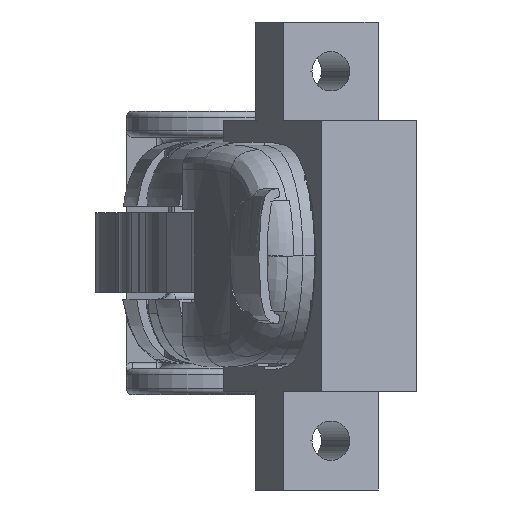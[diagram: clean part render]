
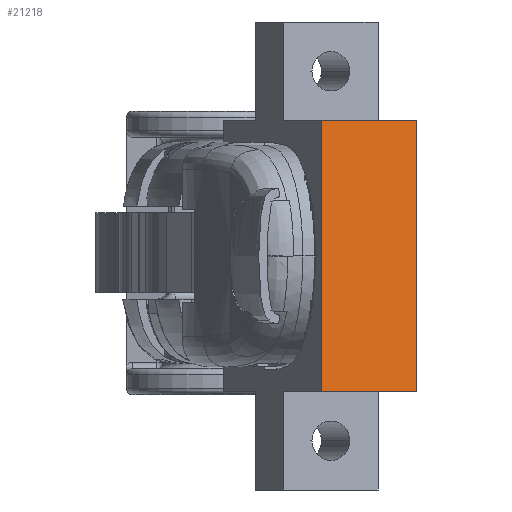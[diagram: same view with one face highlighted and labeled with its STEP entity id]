
A CAD part, left-side view. The second image highlights one B-rep face of the part: STEP entity #21218.
In plain terms, the highlighted face is planar.
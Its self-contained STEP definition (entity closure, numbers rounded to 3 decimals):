
#19809=DIRECTION('',(0.,0.,-1.));
#19810=VECTOR('',#19809,8.);
#19811=CARTESIAN_POINT('',(-11.,-20.8,8.));
#19812=LINE('',#19811,#19810);
#19851=DIRECTION('',(1.,0.,0.));
#19852=VECTOR('',#19851,22.);
#19853=CARTESIAN_POINT('',(-11.,-20.8,0.));
#19854=LINE('',#19853,#19852);
#19920=DIRECTION('',(0.,0.,-1.));
#19921=VECTOR('',#19920,8.);
#19922=CARTESIAN_POINT('',(11.,-20.8,8.));
#19923=LINE('',#19922,#19921);
#19972=DIRECTION('',(1.,0.,0.));
#19973=VECTOR('',#19972,22.);
#19974=CARTESIAN_POINT('',(-11.,-20.8,8.));
#19975=LINE('',#19974,#19973);
#20793=CARTESIAN_POINT('',(-11.,-20.8,8.));
#20794=CARTESIAN_POINT('',(-11.,-20.8,0.));
#20795=VERTEX_POINT('',#20793);
#20796=VERTEX_POINT('',#20794);
#20797=CARTESIAN_POINT('',(11.,-20.8,8.));
#20798=CARTESIAN_POINT('',(11.,-20.8,0.));
#20799=VERTEX_POINT('',#20797);
#20800=VERTEX_POINT('',#20798);
#21207=CARTESIAN_POINT('',(-11.,-20.8,8.));
#21208=DIRECTION('',(0.,-1.,0.));
#21209=DIRECTION('',(0.,0.,-1.));
#21210=AXIS2_PLACEMENT_3D('',#21207,#21208,#21209);
#21211=PLANE('',#21210);
#21212=ORIENTED_EDGE('',*,*,#21010,.F.);
#21213=ORIENTED_EDGE('',*,*,#20989,.T.);
#21214=ORIENTED_EDGE('',*,*,#21111,.T.);
#21215=ORIENTED_EDGE('',*,*,#21068,.F.);
#21216=EDGE_LOOP('',(#21212,#21213,#21214,#21215));
#21217=FACE_OUTER_BOUND('',#21216,.F.);
#21218=ADVANCED_FACE('',(#21217),#21211,.T.);
#20989=EDGE_CURVE('',#20795,#20799,#19975,.T.);
#21010=EDGE_CURVE('',#20795,#20796,#19812,.T.);
#21068=EDGE_CURVE('',#20796,#20800,#19854,.T.);
#21111=EDGE_CURVE('',#20799,#20800,#19923,.T.);
